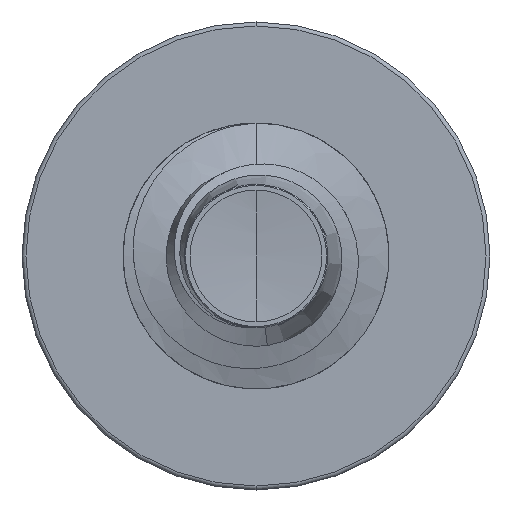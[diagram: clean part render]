
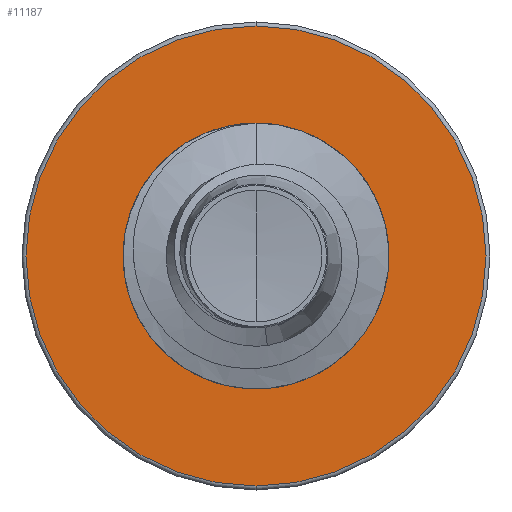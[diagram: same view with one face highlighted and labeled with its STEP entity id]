
A CAD part, front view. The second image highlights one B-rep face of the part: STEP entity #11187.
In plain terms, the highlighted planar face has unit normal (0, -1, 0).
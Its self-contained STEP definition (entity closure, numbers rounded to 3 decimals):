
#267 = CARTESIAN_POINT ( 'NONE',  ( 0., 9., -4.325 ) ) ;
#1629 = VERTEX_POINT ( 'NONE', #3248 ) ;
#1907 = AXIS2_PLACEMENT_3D ( 'NONE', #13584, #13577, #13568 ) ;
#2302 = CARTESIAN_POINT ( 'NONE',  ( 0., 9., 4.325 ) ) ;
#2360 = AXIS2_PLACEMENT_3D ( 'NONE', #6132, #6128, #6110 ) ;
#2881 = DIRECTION ( 'NONE',  ( 0., 0., 1. ) ) ;
#2900 = DIRECTION ( 'NONE',  ( 0., 1., 0. ) ) ;
#2990 = CARTESIAN_POINT ( 'NONE',  ( 0., 9., -2.415 ) ) ;
#3141 = ORIENTED_EDGE ( 'NONE', *, *, #7045, .T. ) ;
#3248 = CARTESIAN_POINT ( 'NONE',  ( 0., 9., -2.415 ) ) ;
#3288 = PLANE ( 'NONE',  #9768 ) ;
#3625 = FACE_OUTER_BOUND ( 'NONE', #11818, .T. ) ;
#3725 = DIRECTION ( 'NONE',  ( 0., 0., 1. ) ) ;
#3749 = DIRECTION ( 'NONE',  ( 0., 1., 0. ) ) ;
#3767 = CARTESIAN_POINT ( 'NONE',  ( 0., 9., 0. ) ) ;
#4049 = ORIENTED_EDGE ( 'NONE', *, *, #7547, .F. ) ;
#4558 = DIRECTION ( 'NONE',  ( 0., 0., 1. ) ) ;
#4570 = DIRECTION ( 'NONE',  ( 0., 1., 0. ) ) ;
#4586 = CARTESIAN_POINT ( 'NONE',  ( 0., 9., 0. ) ) ;
#5205 = CIRCLE ( 'NONE', #1907, 2.415 ) ;
#5422 = AXIS2_PLACEMENT_3D ( 'NONE', #4586, #4570, #4558 ) ;
#5686 = VERTEX_POINT ( 'NONE', #2302 ) ;
#6110 = DIRECTION ( 'NONE',  ( 0., 0., 1. ) ) ;
#6128 = DIRECTION ( 'NONE',  ( 0., 1., 0. ) ) ;
#6132 = CARTESIAN_POINT ( 'NONE',  ( 0., 9., 0. ) ) ;
#7045 = EDGE_CURVE ( 'NONE', #1629, #12388, #11090, .T. ) ;
#7058 = FACE_BOUND ( 'NONE', #10960, .T. ) ;
#7547 = EDGE_CURVE ( 'NONE', #9710, #5686, #13754, .T. ) ;
#9710 = VERTEX_POINT ( 'NONE', #267 ) ;
#9768 = AXIS2_PLACEMENT_3D ( 'NONE', #2990, #2900, #2881 ) ;
#9961 = EDGE_CURVE ( 'NONE', #12388, #1629, #5205, .T. ) ;
#10423 = ORIENTED_EDGE ( 'NONE', *, *, #13103, .F. ) ;
#10628 = ORIENTED_EDGE ( 'NONE', *, *, #9961, .T. ) ;
#10781 = AXIS2_PLACEMENT_3D ( 'NONE', #3767, #3749, #3725 ) ;
#10960 = EDGE_LOOP ( 'NONE', ( #10628, #3141 ) ) ;
#11090 = CIRCLE ( 'NONE', #10781, 2.415 ) ;
#11187 = ADVANCED_FACE ( 'NONE', ( #3625, #7058 ), #3288, .F. ) ;
#11818 = EDGE_LOOP ( 'NONE', ( #10423, #4049 ) ) ;
#12388 = VERTEX_POINT ( 'NONE', #12698 ) ;
#12694 = CIRCLE ( 'NONE', #2360, 4.325 ) ;
#12698 = CARTESIAN_POINT ( 'NONE',  ( 0., 9., 2.415 ) ) ;
#13103 = EDGE_CURVE ( 'NONE', #5686, #9710, #12694, .T. ) ;
#13568 = DIRECTION ( 'NONE',  ( 0., 0., 1. ) ) ;
#13577 = DIRECTION ( 'NONE',  ( 0., 1., 0. ) ) ;
#13584 = CARTESIAN_POINT ( 'NONE',  ( 0., 9., 0. ) ) ;
#13754 = CIRCLE ( 'NONE', #5422, 4.325 ) ;
